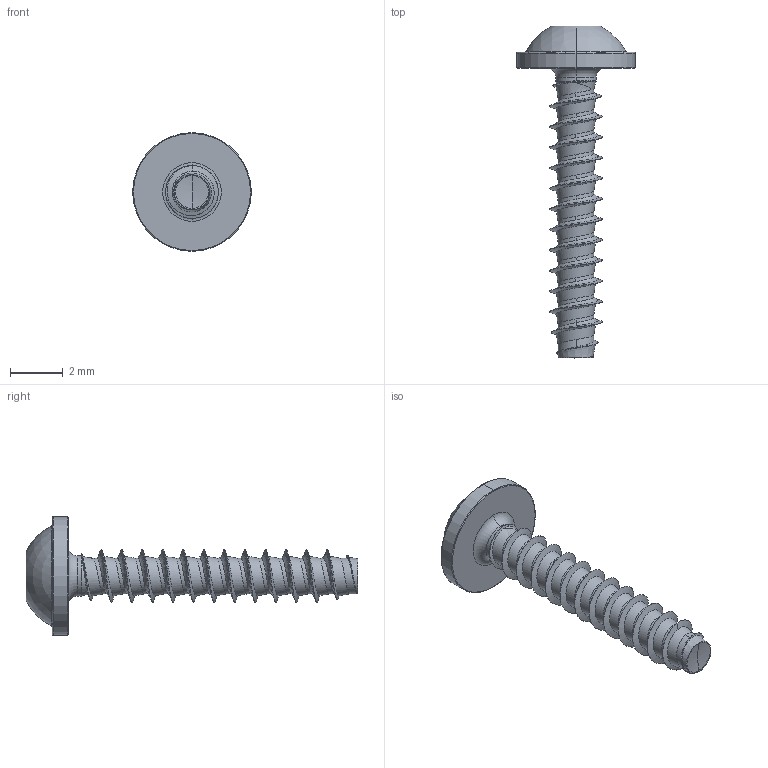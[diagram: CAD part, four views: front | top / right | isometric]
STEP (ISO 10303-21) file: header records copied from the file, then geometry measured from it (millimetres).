
FILE_DESCRIPTION (( 'STEP AP203' ), '1' );
FILE_NAME ('STP380200110.STEP', '2017-08-15T17:19:08', ( '' ), ( '' ), 'SwSTEP 2.0', 'SolidWorks 2015', '' );
FILE_SCHEMA (( 'CONFIG_CONTROL_DESIGN' ));
Length unit declared in the file: millimetre
Products named in the file (1): STP380200110
Bounding box: 4.5 x 12.6 x 4.5 mm (x, y, z)
Volume: 34.6 mm3; surface area: 126.8 mm2
Topology: 1 solids, 1 shells, 111 faces, 278 edges, 170 vertices
Faces by surface type: cylinder 51, bspline 35, cone 10, torus 8, sphere 4, plane 3
Entity records: 19775 total; most frequent: CARTESIAN_POINT 17463, ORIENTED_EDGE 552, DIRECTION 351, EDGE_CURVE 276, VERTEX_POINT 170, AXIS2_PLACEMENT_3D 143, B_SPLINE_CURVE_WITH_KNOTS 118, EDGE_LOOP 114
